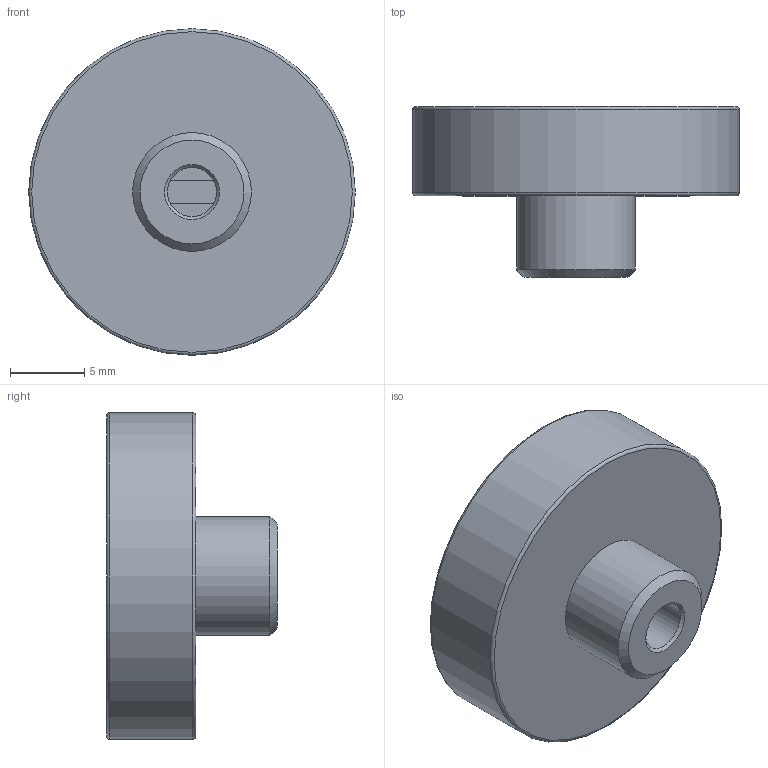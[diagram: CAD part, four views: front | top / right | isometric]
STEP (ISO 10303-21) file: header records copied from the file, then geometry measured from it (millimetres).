
FILE_DESCRIPTION(/* description */ (''),/* implementation_level */ '2;1');
FILE_NAME(/* name */ 'GM17552 -.stp',/* time_stamp */ '2019-10-01T14:22:01+02:00',/* author */ ('PV'),/* organization */ (''),/* preprocessor_version */ 'ST-DEVELOPER v17.2',/* originating_system */ 'Autodesk Inventor 2019',/* authorisation */ '');
FILE_SCHEMA (('AUTOMOTIVE_DESIGN { 1 0 10303 214 3 1 1 }'));
Length unit declared in the file: millimetre
Products named in the file (5): GM17552; E0117038; E0117049; E0117053; E0117058
Assembly tree (5 placements, depth 2):
  GM17552
    E0117038
    E0117049  x2
    E0117053
    E0117058
Bounding box: 22 x 11.5 x 22 mm (x, y, z)
Volume: 2491.4 mm3; surface area: 5177.9 mm2
Topology: 5 solids, 5 shells, 98 faces, 248 edges, 168 vertices
Faces by surface type: plane 50, bspline 32, cylinder 12, cone 2, torus 2
Full cylindrical faces by diameter (mm): 3.3 x1, 8 x2, 19.6 x2, 21 x2, 22 x1
Entity records: 2225 total; most frequent: CARTESIAN_POINT 584, ORIENTED_EDGE 304, DIRECTION 272, EDGE_CURVE 152, VERTEX_POINT 104, AXIS2_PLACEMENT_3D 96, LINE 80, VECTOR 80
